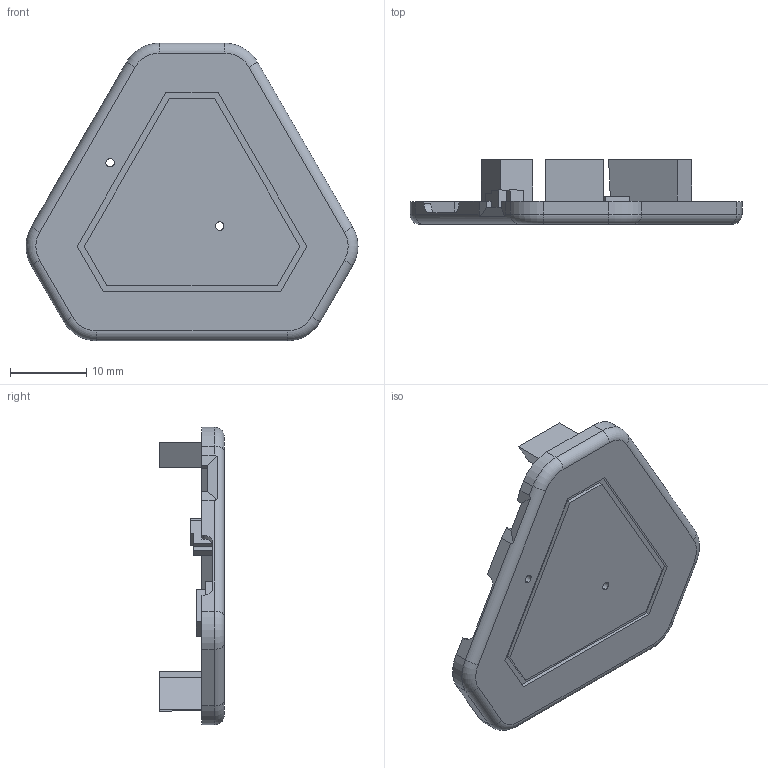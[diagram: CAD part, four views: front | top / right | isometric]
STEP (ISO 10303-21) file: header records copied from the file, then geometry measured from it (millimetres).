
FILE_DESCRIPTION (( 'STEP AP214' ), '1' );
FILE_NAME ('top cover 7, filled front.STEP', '2024-04-30T01:50:38', ( '' ), ( '' ), 'SwSTEP 2.0', 'SolidWorks 2023', '' );
FILE_SCHEMA (( 'AUTOMOTIVE_DESIGN' ));
Length unit declared in the file: millimetre
Products named in the file (1): top cover 7, filled front
Bounding box: 43.66 x 8.5 x 39.15 mm (x, y, z)
Volume: 2481.2 mm3; surface area: 3660.9 mm2
Topology: 1 solids, 1 shells, 109 faces, 289 edges, 188 vertices
Faces by surface type: plane 78, cylinder 24, torus 6, cone 1
Entity records: 3385 total; most frequent: CARTESIAN_POINT 600, ORIENTED_EDGE 578, DIRECTION 564, EDGE_CURVE 289, VECTOR 228, LINE 228, VERTEX_POINT 188, AXIS2_PLACEMENT_3D 168
